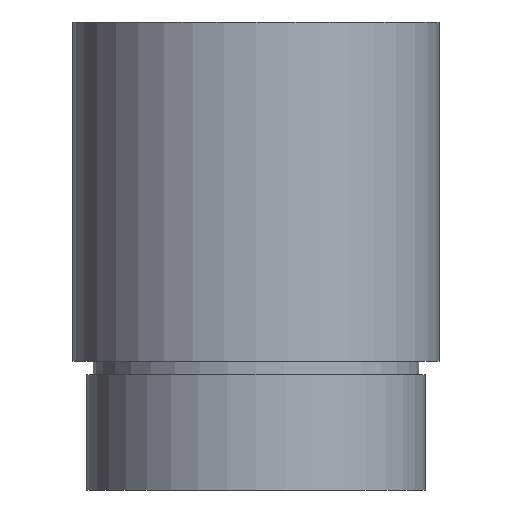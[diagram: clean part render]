
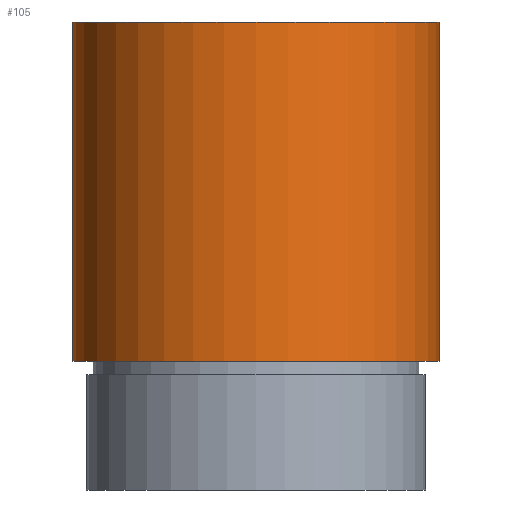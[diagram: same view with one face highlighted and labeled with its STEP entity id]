
A CAD part, front view. The second image highlights one B-rep face of the part: STEP entity #105.
In plain terms, the highlighted cylindrical face has radius 27 mm (diameter 54 mm), a full revolution.
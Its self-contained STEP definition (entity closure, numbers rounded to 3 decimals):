
#105=ADVANCED_FACE('',(#117,#118),#113,.T.);
#113=CYLINDRICAL_SURFACE('',#188,27.);
#117=FACE_BOUND('',#129,.T.);
#118=FACE_BOUND('',#130,.T.);
#129=EDGE_LOOP('',(#145));
#130=EDGE_LOOP('',(#146));
#145=ORIENTED_EDGE('',*,*,#169,.T.);
#146=ORIENTED_EDGE('',*,*,#170,.F.);
#161=VERTEX_POINT('',#238);
#162=VERTEX_POINT('',#240);
#169=EDGE_CURVE('',#161,#161,#177,.T.);
#170=EDGE_CURVE('',#162,#162,#178,.T.);
#177=CIRCLE('',#186,27.);
#178=CIRCLE('',#187,27.);
#186=AXIS2_PLACEMENT_3D('',#237,#204,#205);
#187=AXIS2_PLACEMENT_3D('',#239,#206,#207);
#188=AXIS2_PLACEMENT_3D('',#241,#208,#209);
#204=DIRECTION('',(0.,0.,1.));
#205=DIRECTION('',(1.,0.,0.));
#206=DIRECTION('',(0.,0.,1.));
#207=DIRECTION('',(1.,0.,0.));
#208=DIRECTION('',(0.,0.,-1.));
#209=DIRECTION('',(-1.,0.,0.));
#237=CARTESIAN_POINT('',(0.,0.,19.));
#238=CARTESIAN_POINT('',(27.,0.,19.));
#239=CARTESIAN_POINT('',(0.,0.,69.));
#240=CARTESIAN_POINT('',(27.,0.,69.));
#241=CARTESIAN_POINT('',(0.,0.,69.));
